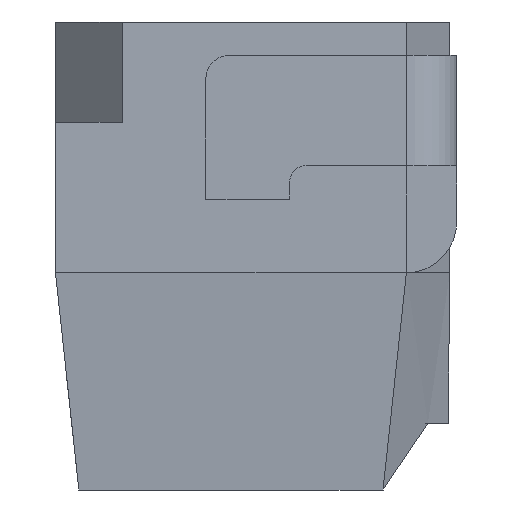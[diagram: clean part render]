
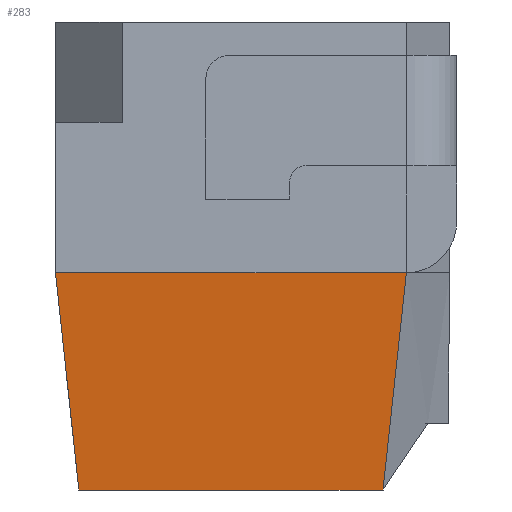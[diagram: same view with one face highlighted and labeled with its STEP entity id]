
A CAD part, front view. The second image highlights one B-rep face of the part: STEP entity #283.
In plain terms, the highlighted face is planar.
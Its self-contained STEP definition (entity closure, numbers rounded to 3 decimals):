
#108 = EDGE_CURVE ( 'NONE', #2653, #2669, #1202, .T. ) ;
#116 = EDGE_CURVE ( 'NONE', #2348, #2669, #1218, .T. ) ;
#125 = EDGE_CURVE ( 'NONE', #2346, #2653, #1228, .T. ) ;
#175 = EDGE_CURVE ( 'NONE', #2346, #2348, #1314, .T. ) ;
#283 = ADVANCED_FACE ( 'NONE', ( #1387 ), #1713, .T. ) ;
#436 = AXIS2_PLACEMENT_3D ( 'NONE', #1714, #1715, #1716 ) ;
#596 = EDGE_LOOP ( 'NONE', ( #2717, #2716, #2731, #2728 ) ) ;
#1026 = CARTESIAN_POINT ( 'NONE',  ( -1.55, 0.2, -1.4 ) ) ;
#1027 = DIRECTION ( 'NONE',  ( 0., 1., 0. ) ) ;
#1042 = CARTESIAN_POINT ( 'NONE',  ( -1.575, 1.145, -1.075 ) ) ;
#1043 = DIRECTION ( 'NONE',  ( 0.076, -0.107, -0.991 ) ) ;
#1070 = CARTESIAN_POINT ( 'NONE',  ( -1.575, 0.165, -1.075 ) ) ;
#1071 = DIRECTION ( 'NONE',  ( 0.076, 0.107, -0.991 ) ) ;
#1202 = LINE ( 'NONE', #1026, #1203 ) ;
#1203 = VECTOR ( 'NONE', #1027, 1000. ) ;
#1218 = LINE ( 'NONE', #1042, #1219 ) ;
#1219 = VECTOR ( 'NONE', #1043, 1000. ) ;
#1228 = LINE ( 'NONE', #1070, #1229 ) ;
#1229 = VECTOR ( 'NONE', #1071, 1000. ) ;
#1314 = LINE ( 'NONE', #1503, #1315 ) ;
#1315 = VECTOR ( 'NONE', #1504, 1000. ) ;
#1387 = FACE_OUTER_BOUND ( 'NONE', #596, .T. ) ;
#1503 = CARTESIAN_POINT ( 'NONE',  ( -1.6, 0.13, -0.75 ) ) ;
#1504 = DIRECTION ( 'NONE',  ( 0., 1., 0. ) ) ;
#1713 = PLANE ( 'NONE',  #436 ) ;
#1714 = CARTESIAN_POINT ( 'NONE',  ( -1.6, 0.13, -0.75 ) ) ;
#1715 = DIRECTION ( 'NONE',  ( -0.997, 0., -0.077 ) ) ;
#1716 = DIRECTION ( 'NONE',  ( 0., 1., 0. ) ) ;
#1913 = CARTESIAN_POINT ( 'NONE',  ( -1.6, 0.13, -0.75 ) ) ;
#1915 = CARTESIAN_POINT ( 'NONE',  ( -1.6, 1.18, -0.75 ) ) ;
#2011 = CARTESIAN_POINT ( 'NONE',  ( -1.55, 0.2, -1.4 ) ) ;
#2019 = CARTESIAN_POINT ( 'NONE',  ( -1.55, 1.11, -1.4 ) ) ;
#2346 = VERTEX_POINT ( 'NONE', #1913 ) ;
#2348 = VERTEX_POINT ( 'NONE', #1915 ) ;
#2653 = VERTEX_POINT ( 'NONE', #2011 ) ;
#2669 = VERTEX_POINT ( 'NONE', #2019 ) ;
#2716 = ORIENTED_EDGE ( 'NONE', *, *, #116, .T. ) ;
#2717 = ORIENTED_EDGE ( 'NONE', *, *, #175, .T. ) ;
#2728 = ORIENTED_EDGE ( 'NONE', *, *, #125, .F. ) ;
#2731 = ORIENTED_EDGE ( 'NONE', *, *, #108, .F. ) ;
